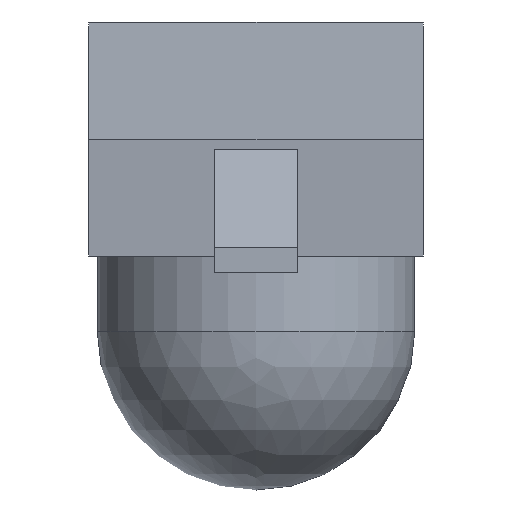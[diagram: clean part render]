
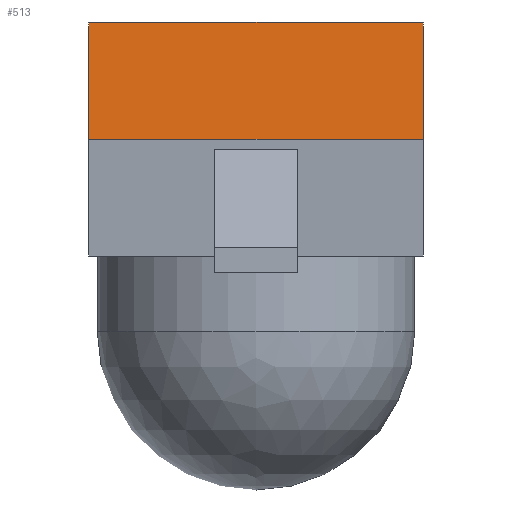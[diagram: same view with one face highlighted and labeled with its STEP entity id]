
A CAD part, left-side view. The second image highlights one B-rep face of the part: STEP entity #513.
In plain terms, the highlighted planar face has unit normal (-0.998, 0, 0.071).
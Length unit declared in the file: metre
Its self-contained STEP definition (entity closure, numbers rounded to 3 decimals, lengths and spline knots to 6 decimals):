
#80=ORIENTED_EDGE('',*,*,#192,.F.);
#81=ORIENTED_EDGE('',*,*,#193,.F.);
#82=ORIENTED_EDGE('',*,*,#194,.T.);
#83=ORIENTED_EDGE('',*,*,#189,.T.);
#189=EDGE_CURVE('',#250,#248,#303,.T.);
#192=EDGE_CURVE('',#252,#248,#306,.T.);
#193=EDGE_CURVE('',#253,#252,#307,.T.);
#194=EDGE_CURVE('',#253,#250,#308,.T.);
#248=VERTEX_POINT('',#792);
#250=VERTEX_POINT('',#795);
#252=VERTEX_POINT('',#801);
#253=VERTEX_POINT('',#803);
#303=LINE('',#794,#369);
#306=LINE('',#800,#372);
#307=LINE('',#802,#373);
#308=LINE('',#804,#374);
#369=VECTOR('',#653,1.);
#372=VECTOR('',#658,1.);
#373=VECTOR('',#659,1.);
#374=VECTOR('',#660,1.);
#421=EDGE_LOOP('',(#80,#81,#82,#83));
#453=FACE_BOUND('',#421,.T.);
#485=PLANE('',#580);
#513=ADVANCED_FACE('',(#453),#485,.T.);
#580=AXIS2_PLACEMENT_3D('',#799,#656,#657);
#653=DIRECTION('',(0.,1.,0.));
#656=DIRECTION('',(-0.997,0.,0.071));
#657=DIRECTION('',(0.071,0.,0.997));
#658=DIRECTION('',(0.071,0.,0.997));
#659=DIRECTION('',(0.,1.,0.));
#660=DIRECTION('',(0.071,0.,0.997));
#792=CARTESIAN_POINT('',(-0.0012,0.001,0.));
#794=CARTESIAN_POINT('',(-0.0012,-0.001,0.));
#795=CARTESIAN_POINT('',(-0.0012,-0.001,0.));
#799=CARTESIAN_POINT('',(-0.001225,-0.001,-0.00035));
#800=CARTESIAN_POINT('',(-0.001225,0.001,-0.00035));
#801=CARTESIAN_POINT('',(-0.00125,0.001,-0.0007));
#802=CARTESIAN_POINT('',(-0.00125,-0.001,-0.0007));
#803=CARTESIAN_POINT('',(-0.00125,-0.001,-0.0007));
#804=CARTESIAN_POINT('',(-0.001225,-0.001,-0.00035));
